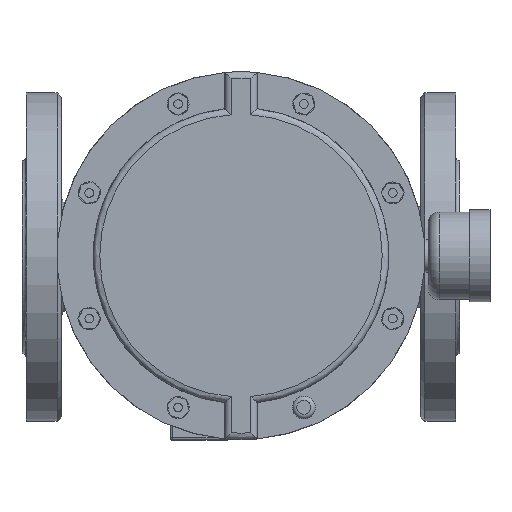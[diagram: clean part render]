
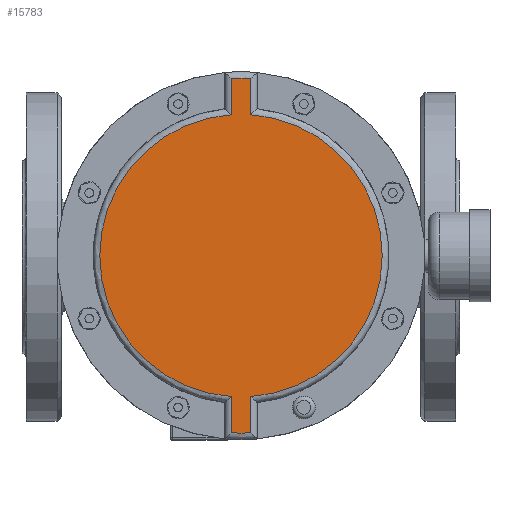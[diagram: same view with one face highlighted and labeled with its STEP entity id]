
A CAD part, top view. The second image highlights one B-rep face of the part: STEP entity #15783.
In plain terms, the highlighted planar face has unit normal (0, 0, 1).
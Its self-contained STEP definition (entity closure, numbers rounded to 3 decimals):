
#591=LINE('',#24653,#2010);
#593=LINE('',#24725,#2012);
#596=LINE('',#24731,#2015);
#598=LINE('',#24767,#2017);
#2010=VECTOR('',#18970,16.532);
#2012=VECTOR('',#18986,16.532);
#2015=VECTOR('',#18991,16.532);
#2017=VECTOR('',#19001,16.532);
#3257=PLANE('',#16870);
#4267=FACE_OUTER_BOUND('',#5298,.T.);
#5298=EDGE_LOOP('',(#11636,#11637,#11638,#11639,#11640,#11641,#11642,#11643));
#6487=CIRCLE('',#16848,64.5);
#6488=CIRCLE('',#16851,81.);
#6491=CIRCLE('',#16855,64.5);
#6493=CIRCLE('',#16860,81.);
#7381=VERTEX_POINT('',#24620);
#7382=VERTEX_POINT('',#24635);
#7383=VERTEX_POINT('',#24652);
#7385=VERTEX_POINT('',#24671);
#7389=VERTEX_POINT('',#24693);
#7390=VERTEX_POINT('',#24708);
#7392=VERTEX_POINT('',#24730);
#7394=VERTEX_POINT('',#24749);
#8998=EDGE_CURVE('',#7381,#7382,#6487,.T.);
#9000=EDGE_CURVE('',#7382,#7383,#591,.T.);
#9003=EDGE_CURVE('',#7383,#7385,#6488,.T.);
#9008=EDGE_CURVE('',#7389,#7390,#6491,.T.);
#9010=EDGE_CURVE('',#7385,#7389,#593,.T.);
#9013=EDGE_CURVE('',#7390,#7392,#596,.T.);
#9016=EDGE_CURVE('',#7392,#7394,#6493,.T.);
#9019=EDGE_CURVE('',#7394,#7381,#598,.T.);
#11636=ORIENTED_EDGE('',*,*,#9008,.F.);
#11637=ORIENTED_EDGE('',*,*,#9010,.F.);
#11638=ORIENTED_EDGE('',*,*,#9003,.F.);
#11639=ORIENTED_EDGE('',*,*,#9000,.F.);
#11640=ORIENTED_EDGE('',*,*,#8998,.F.);
#11641=ORIENTED_EDGE('',*,*,#9019,.F.);
#11642=ORIENTED_EDGE('',*,*,#9016,.F.);
#11643=ORIENTED_EDGE('',*,*,#9013,.F.);
#15783=ADVANCED_FACE('',(#4267),#3257,.T.);
#16848=AXIS2_PLACEMENT_3D('',#24636,#18966,#18967);
#16851=AXIS2_PLACEMENT_3D('',#24672,#18974,#18975);
#16855=AXIS2_PLACEMENT_3D('',#24709,#18982,#18983);
#16860=AXIS2_PLACEMENT_3D('',#24750,#18996,#18997);
#16870=AXIS2_PLACEMENT_3D('',#24793,#19027,#19028);
#18966=DIRECTION('center_axis',(0.,0.,-1.));
#18967=DIRECTION('ref_axis',(-1.,0.,0.));
#18970=DIRECTION('',(0.,1.,0.));
#18974=DIRECTION('center_axis',(0.,0.,-1.));
#18975=DIRECTION('ref_axis',(0.,1.,0.));
#18982=DIRECTION('center_axis',(0.,0.,-1.));
#18983=DIRECTION('ref_axis',(1.,0.,0.));
#18986=DIRECTION('',(0.,-1.,0.));
#18991=DIRECTION('',(0.,-1.,0.));
#18996=DIRECTION('center_axis',(0.,0.,-1.));
#18997=DIRECTION('ref_axis',(0.,-1.,0.));
#19001=DIRECTION('',(0.,1.,0.));
#19027=DIRECTION('center_axis',(0.,0.,1.));
#19028=DIRECTION('ref_axis',(1.,0.,0.));
#24620=CARTESIAN_POINT('',(-4.5,-64.343,377.));
#24635=CARTESIAN_POINT('',(-4.5,64.343,377.));
#24636=CARTESIAN_POINT('Origin',(0.,0.,377.));
#24652=CARTESIAN_POINT('',(-4.5,80.875,377.));
#24653=CARTESIAN_POINT('',(-4.5,0.,377.));
#24671=CARTESIAN_POINT('',(4.5,80.875,377.));
#24672=CARTESIAN_POINT('Origin',(0.,0.,377.));
#24693=CARTESIAN_POINT('',(4.5,64.343,377.));
#24708=CARTESIAN_POINT('',(4.5,-64.343,377.));
#24709=CARTESIAN_POINT('Origin',(0.,0.,377.));
#24725=CARTESIAN_POINT('',(4.5,0.,377.));
#24730=CARTESIAN_POINT('',(4.5,-80.875,377.));
#24731=CARTESIAN_POINT('',(4.5,0.,377.));
#24749=CARTESIAN_POINT('',(-4.5,-80.875,377.));
#24750=CARTESIAN_POINT('Origin',(0.,0.,377.));
#24767=CARTESIAN_POINT('',(-4.5,0.,377.));
#24793=CARTESIAN_POINT('Origin',(0.,0.,
377.));
